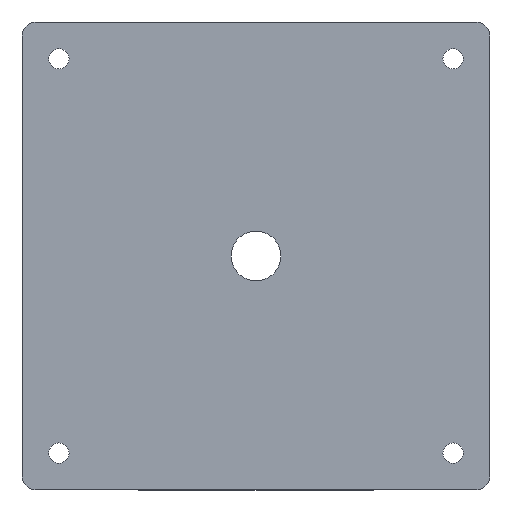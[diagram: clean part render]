
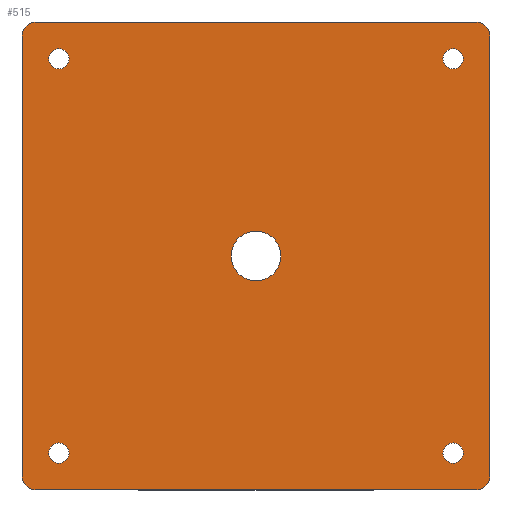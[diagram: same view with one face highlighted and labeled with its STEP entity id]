
A CAD part, top view. The second image highlights one B-rep face of the part: STEP entity #515.
In plain terms, the highlighted planar face has unit normal (0, 0, 1).
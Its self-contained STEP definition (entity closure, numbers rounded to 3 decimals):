
#22=FACE_BOUND('',#104,.T.);
#23=FACE_BOUND('',#105,.T.);
#24=FACE_BOUND('',#106,.T.);
#25=FACE_BOUND('',#107,.T.);
#26=FACE_BOUND('',#108,.T.);
#42=PLANE('',#566);
#69=FACE_OUTER_BOUND('',#103,.T.);
#103=EDGE_LOOP('',(#465,#466,#467,#468,#469,#470,#471,#472));
#104=EDGE_LOOP('',(#473));
#105=EDGE_LOOP('',(#474));
#106=EDGE_LOOP('',(#475));
#107=EDGE_LOOP('',(#476));
#108=EDGE_LOOP('',(#477));
#114=LINE('',#734,#161);
#128=LINE('',#775,#175);
#150=LINE('',#831,#197);
#152=LINE('',#837,#199);
#161=VECTOR('',#586,10.);
#175=VECTOR('',#622,10.);
#197=VECTOR('',#680,10.);
#199=VECTOR('',#688,10.);
#204=CIRCLE('',#520,2.);
#207=CIRCLE('',#526,2.);
#210=CIRCLE('',#531,2.);
#213=CIRCLE('',#537,2.);
#215=CIRCLE('',#541,1.425);
#216=CIRCLE('',#543,1.425);
#217=CIRCLE('',#545,1.425);
#218=CIRCLE('',#547,1.425);
#221=CIRCLE('',#558,3.5);
#227=VERTEX_POINT('',#719);
#228=VERTEX_POINT('',#721);
#232=VERTEX_POINT('',#733);
#238=VERTEX_POINT('',#747);
#243=VERTEX_POINT('',#760);
#244=VERTEX_POINT('',#762);
#248=VERTEX_POINT('',#774);
#254=VERTEX_POINT('',#788);
#257=VERTEX_POINT('',#798);
#258=VERTEX_POINT('',#802);
#259=VERTEX_POINT('',#806);
#260=VERTEX_POINT('',#810);
#267=VERTEX_POINT('',#841);
#273=EDGE_CURVE('',#227,#228,#204,.T.);
#279=EDGE_CURVE('',#232,#228,#114,.T.);
#286=EDGE_CURVE('',#232,#238,#207,.T.);
#293=EDGE_CURVE('',#243,#244,#210,.T.);
#299=EDGE_CURVE('',#248,#244,#128,.T.);
#306=EDGE_CURVE('',#248,#254,#213,.T.);
#312=EDGE_CURVE('',#257,#257,#215,.T.);
#314=EDGE_CURVE('',#258,#258,#216,.T.);
#316=EDGE_CURVE('',#259,#259,#217,.T.);
#318=EDGE_CURVE('',#260,#260,#218,.T.);
#328=EDGE_CURVE('',#227,#254,#150,.T.);
#331=EDGE_CURVE('',#243,#238,#152,.T.);
#334=EDGE_CURVE('',#267,#267,#221,.T.);
#465=ORIENTED_EDGE('',*,*,#273,.F.);
#466=ORIENTED_EDGE('',*,*,#328,.T.);
#467=ORIENTED_EDGE('',*,*,#306,.F.);
#468=ORIENTED_EDGE('',*,*,#299,.T.);
#469=ORIENTED_EDGE('',*,*,#293,.F.);
#470=ORIENTED_EDGE('',*,*,#331,.T.);
#471=ORIENTED_EDGE('',*,*,#286,.F.);
#472=ORIENTED_EDGE('',*,*,#279,.T.);
#473=ORIENTED_EDGE('',*,*,#312,.T.);
#474=ORIENTED_EDGE('',*,*,#314,.T.);
#475=ORIENTED_EDGE('',*,*,#316,.T.);
#476=ORIENTED_EDGE('',*,*,#318,.T.);
#477=ORIENTED_EDGE('',*,*,#334,.T.);
#515=ADVANCED_FACE('',(#69,#22,#23,#24,#25,#26),#42,.T.);
#520=AXIS2_PLACEMENT_3D('',#722,#574,#575);
#526=AXIS2_PLACEMENT_3D('',#748,#596,#597);
#531=AXIS2_PLACEMENT_3D('',#763,#610,#611);
#537=AXIS2_PLACEMENT_3D('',#789,#632,#633);
#541=AXIS2_PLACEMENT_3D('',#800,#644,#645);
#543=AXIS2_PLACEMENT_3D('',#804,#649,#650);
#545=AXIS2_PLACEMENT_3D('',#808,#654,#655);
#547=AXIS2_PLACEMENT_3D('',#812,#659,#660);
#558=AXIS2_PLACEMENT_3D('',#843,#694,#695);
#566=AXIS2_PLACEMENT_3D('',#856,#712,#713);
#574=DIRECTION('center_axis',(0.,0.,-1.));
#575=DIRECTION('ref_axis',(-0.707,0.707,0.));
#586=DIRECTION('',(-1.,0.,0.));
#596=DIRECTION('center_axis',(0.,0.,-1.));
#597=DIRECTION('ref_axis',(0.707,0.707,0.));
#610=DIRECTION('center_axis',(0.,0.,-1.));
#611=DIRECTION('ref_axis',(0.707,-0.707,0.));
#622=DIRECTION('',(1.,0.,0.));
#632=DIRECTION('center_axis',(0.,0.,-1.));
#633=DIRECTION('ref_axis',(-0.707,-0.707,0.));
#644=DIRECTION('center_axis',(0.,0.,-1.));
#645=DIRECTION('ref_axis',(-1.,0.,0.));
#649=DIRECTION('center_axis',(0.,0.,-1.));
#650=DIRECTION('ref_axis',(-1.,0.,0.));
#654=DIRECTION('center_axis',(0.,0.,-1.));
#655=DIRECTION('ref_axis',(-1.,0.,0.));
#659=DIRECTION('center_axis',(0.,0.,-1.));
#660=DIRECTION('ref_axis',(-1.,0.,0.));
#680=DIRECTION('',(0.,-1.,0.));
#688=DIRECTION('',(0.,1.,0.));
#694=DIRECTION('center_axis',(0.,0.,-1.));
#695=DIRECTION('ref_axis',(-1.,0.,0.));
#712=DIRECTION('center_axis',(0.,0.,1.));
#713=DIRECTION('ref_axis',(-1.,0.,0.));
#719=CARTESIAN_POINT('',(-32.9,30.9,8.5));
#721=CARTESIAN_POINT('',(-30.9,32.9,8.5));
#722=CARTESIAN_POINT('Origin',(-30.9,30.9,8.5));
#733=CARTESIAN_POINT('',(30.9,32.9,8.5));
#734=CARTESIAN_POINT('',(32.9,32.9,8.5));
#747=CARTESIAN_POINT('',(32.9,30.9,8.5));
#748=CARTESIAN_POINT('Origin',(30.9,30.9,8.5));
#760=CARTESIAN_POINT('',(32.9,-30.9,8.5));
#762=CARTESIAN_POINT('',(30.9,-32.9,8.5));
#763=CARTESIAN_POINT('Origin',(30.9,-30.9,8.5));
#774=CARTESIAN_POINT('',(-30.9,-32.9,8.5));
#775=CARTESIAN_POINT('',(-32.9,-32.9,8.5));
#788=CARTESIAN_POINT('',(-32.9,-30.9,8.5));
#789=CARTESIAN_POINT('Origin',(-30.9,-30.9,8.5));
#798=CARTESIAN_POINT('',(-26.294,27.719,8.5));
#800=CARTESIAN_POINT('Origin',(-27.719,27.719,8.5));
#802=CARTESIAN_POINT('',(29.144,27.719,8.5));
#804=CARTESIAN_POINT('Origin',(27.719,27.719,8.5));
#806=CARTESIAN_POINT('',(-26.294,-27.719,8.5));
#808=CARTESIAN_POINT('Origin',(-27.719,-27.719,8.5));
#810=CARTESIAN_POINT('',(29.144,-27.719,8.5));
#812=CARTESIAN_POINT('Origin',(27.719,-27.719,8.5));
#831=CARTESIAN_POINT('',(-32.9,32.9,8.5));
#837=CARTESIAN_POINT('',(32.9,-32.9,8.5));
#841=CARTESIAN_POINT('',(3.5,0.,8.5));
#843=CARTESIAN_POINT('Origin',(0.,0.,8.5));
#856=CARTESIAN_POINT('Origin',(0.,0.,
8.5));
